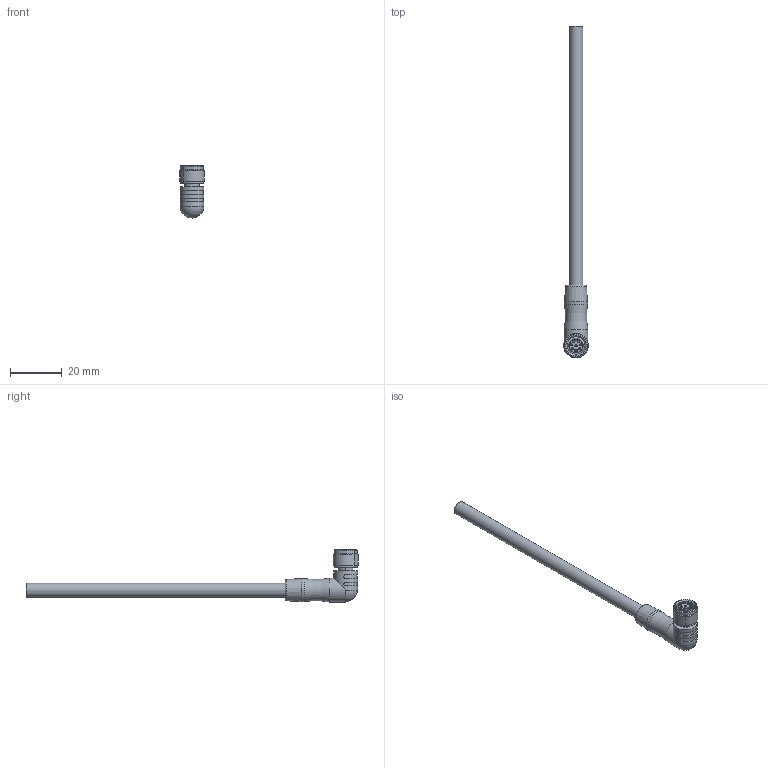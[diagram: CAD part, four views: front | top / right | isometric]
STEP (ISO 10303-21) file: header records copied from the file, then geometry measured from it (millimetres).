
FILE_DESCRIPTION(/* description */ (''),/* implementation_level */ '2;1');
FILE_NAME(/* name */ 'SLK8-M-P00.stp',/* time_stamp */ '2018-12-10T15:40:58+08:00',/* author */ (''),/* organization */ (''),/* preprocessor_version */ 'ST-DEVELOPER v14',/* originating_system */ 'SIEMENS PLM Software NX 8.0',/* authorisation */ '');
FILE_SCHEMA (('AUTOMOTIVE_DESIGN { 1 0 10303 214 3 1 1 1 }'));
Length unit declared in the file: millimetre
Products named in the file (1): DELL2B149C45ifnl
Bounding box: 9.47 x 128.14 x 20.1 mm (x, y, z)
Volume: 4548.2 mm3; surface area: 3403.2 mm2
Topology: 1 solids, 10 shells, 355 faces, 908 edges, 595 vertices
Faces by surface type: cylinder 200, plane 117, cone 28, torus 8, sphere 1, bspline 1
Full cylindrical faces by diameter (mm): 5.4 x1, 9.2 x2
Entity records: 12803 total; most frequent: CARTESIAN_POINT 2335, DIRECTION 2056, ORIENTED_EDGE 1770, EDGE_CURVE 885, AXIS2_PLACEMENT_3D 846, VERTEX_POINT 584, CIRCLE 490, EDGE_LOOP 407
